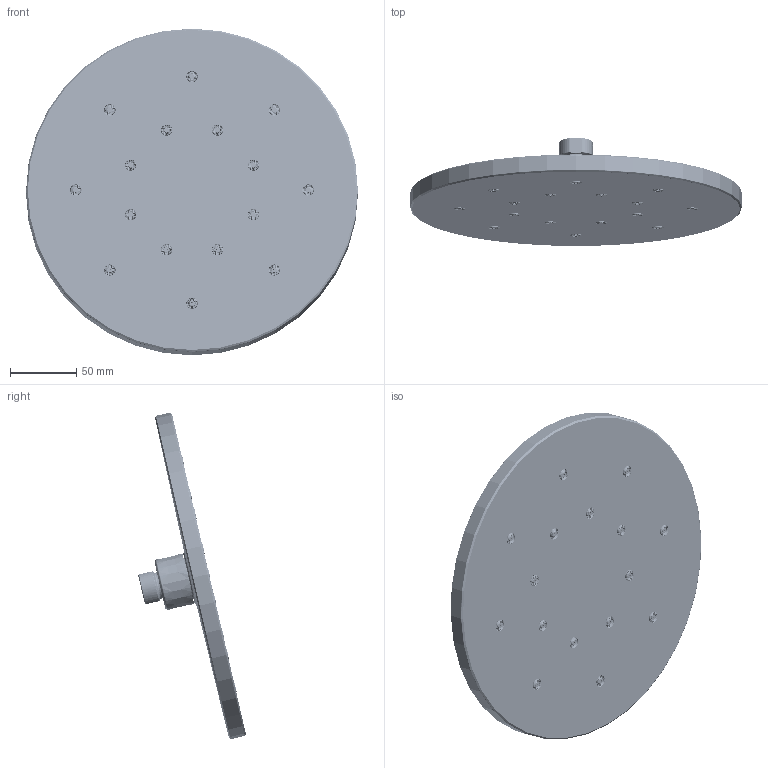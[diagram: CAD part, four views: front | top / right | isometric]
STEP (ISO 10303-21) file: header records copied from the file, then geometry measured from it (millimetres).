
FILE_DESCRIPTION (( 'STEP AP203' ), '1' );
FILE_NAME ('412-5000 Milli MarQ Edit Shower Rose.STEP', '2024-10-17T00:40:21', ( '' ), ( '' ), 'SwSTEP 2.0', 'SolidWorks 2021', '' );
FILE_SCHEMA (( 'CONFIG_CONTROL_DESIGN' ));
Length unit declared in the file: millimetre
Products named in the file (1): 412-5000 Milli MarQ Edit Shower Rose
Bounding box: 249.98 x 81.09 x 245.95 mm (x, y, z)
Volume: 462263.6 mm3; surface area: 356852.7 mm2
Topology: 6 solids, 6 shells, 5737 faces, 14356 edges, 8748 vertices
Faces by surface type: plane 1489, cone 1413, torus 1095, bspline 924, cylinder 655, sphere 161
Entity records: 206940 total; most frequent: CARTESIAN_POINT 75742, ORIENTED_EDGE 28476, DIRECTION 27123, EDGE_CURVE 14238, AXIS2_PLACEMENT_3D 11357, VERTEX_POINT 8742, CIRCLE 6543, EDGE_LOOP 6036
